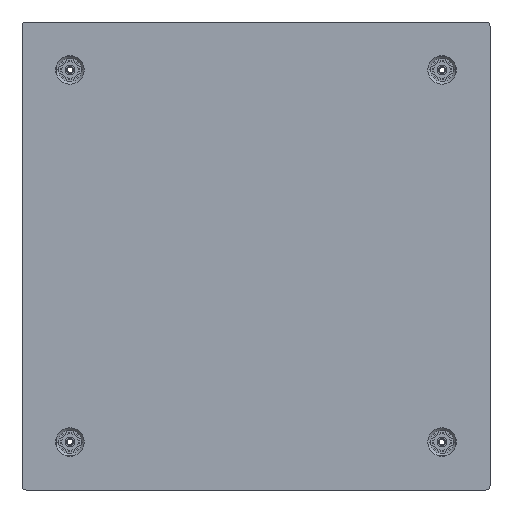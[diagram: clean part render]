
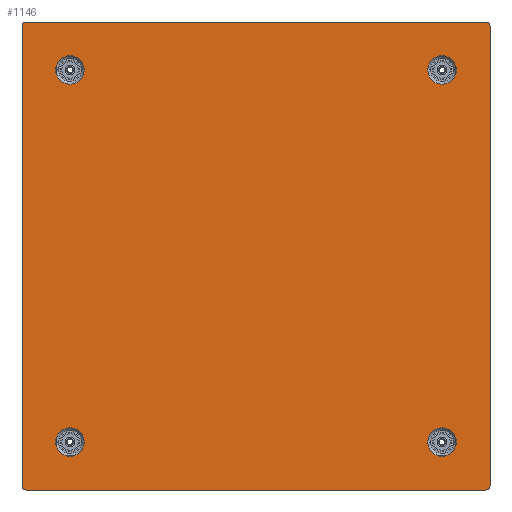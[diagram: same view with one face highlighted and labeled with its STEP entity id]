
A CAD part, front view. The second image highlights one B-rep face of the part: STEP entity #1146.
In plain terms, the highlighted face is planar.
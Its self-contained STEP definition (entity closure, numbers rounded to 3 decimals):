
#243=DIRECTION('',(0.,-1.,0.));
#244=VECTOR('',#243,546.);
#245=CARTESIAN_POINT('',(-278.,273.,0.));
#246=LINE('',#245,#244);
#247=CARTESIAN_POINT('',(-273.,-273.,0.));
#248=DIRECTION('',(0.,0.,1.));
#249=DIRECTION('',(-1.,0.,0.));
#250=AXIS2_PLACEMENT_3D('',#247,#248,#249);
#252=CARTESIAN_POINT('',(273.,-273.,0.));
#253=DIRECTION('',(0.,0.,1.));
#254=DIRECTION('',(0.,-1.,0.));
#255=AXIS2_PLACEMENT_3D('',#252,#253,#254);
#257=DIRECTION('',(0.,1.,0.));
#258=VECTOR('',#257,546.);
#259=CARTESIAN_POINT('',(278.,-273.,0.));
#260=LINE('',#259,#258);
#261=CARTESIAN_POINT('',(273.,273.,0.));
#262=DIRECTION('',(0.,0.,1.));
#263=DIRECTION('',(1.,0.,0.));
#264=AXIS2_PLACEMENT_3D('',#261,#262,#263);
#266=DIRECTION('',(-1.,0.,0.));
#267=VECTOR('',#266,546.);
#268=CARTESIAN_POINT('',(273.,278.,0.));
#269=LINE('',#268,#267);
#270=CARTESIAN_POINT('',(-273.,273.,0.));
#271=DIRECTION('',(0.,0.,1.));
#272=DIRECTION('',(0.,1.,0.));
#273=AXIS2_PLACEMENT_3D('',#270,#271,#272);
#275=CARTESIAN_POINT('',(-221.,-221.,0.));
#276=DIRECTION('',(0.,0.,-1.));
#277=DIRECTION('',(-1.,0.,0.));
#278=AXIS2_PLACEMENT_3D('',#275,#276,#277);
#280=CARTESIAN_POINT('',(-221.,-221.,0.));
#281=DIRECTION('',(0.,0.,-1.));
#282=DIRECTION('',(1.,0.,0.));
#283=AXIS2_PLACEMENT_3D('',#280,#281,#282);
#285=CARTESIAN_POINT('',(-221.,221.,0.));
#286=DIRECTION('',(0.,0.,-1.));
#287=DIRECTION('',(1.,0.,0.));
#288=AXIS2_PLACEMENT_3D('',#285,#286,#287);
#290=CARTESIAN_POINT('',(-221.,221.,0.));
#291=DIRECTION('',(0.,0.,-1.));
#292=DIRECTION('',(-1.,0.,0.));
#293=AXIS2_PLACEMENT_3D('',#290,#291,#292);
#295=CARTESIAN_POINT('',(221.,221.,0.));
#296=DIRECTION('',(0.,0.,-1.));
#297=DIRECTION('',(1.,0.,0.));
#298=AXIS2_PLACEMENT_3D('',#295,#296,#297);
#300=CARTESIAN_POINT('',(221.,221.,0.));
#301=DIRECTION('',(0.,0.,-1.));
#302=DIRECTION('',(-1.,0.,0.));
#303=AXIS2_PLACEMENT_3D('',#300,#301,#302);
#305=CARTESIAN_POINT('',(221.,-221.,0.));
#306=DIRECTION('',(0.,0.,-1.));
#307=DIRECTION('',(-1.,0.,0.));
#308=AXIS2_PLACEMENT_3D('',#305,#306,#307);
#310=CARTESIAN_POINT('',(221.,-221.,0.));
#311=DIRECTION('',(0.,0.,-1.));
#312=DIRECTION('',(1.,0.,0.));
#313=AXIS2_PLACEMENT_3D('',#310,#311,#312);
#399=DIRECTION('',(-1.,0.,0.));
#400=VECTOR('',#399,546.);
#401=CARTESIAN_POINT('',(273.,-278.,0.));
#402=LINE('',#401,#400);
#907=CARTESIAN_POINT('',(-278.,273.,0.));
#908=CARTESIAN_POINT('',(-278.,-273.,0.));
#909=VERTEX_POINT('',#907);
#910=VERTEX_POINT('',#908);
#911=CARTESIAN_POINT('',(-273.,-278.,0.));
#912=VERTEX_POINT('',#911);
#913=CARTESIAN_POINT('',(273.,-278.,0.));
#914=VERTEX_POINT('',#913);
#915=CARTESIAN_POINT('',(278.,-273.,0.));
#916=VERTEX_POINT('',#915);
#917=CARTESIAN_POINT('',(278.,273.,0.));
#918=VERTEX_POINT('',#917);
#919=CARTESIAN_POINT('',(273.,278.,0.));
#920=VERTEX_POINT('',#919);
#921=CARTESIAN_POINT('',(-273.,278.,0.));
#922=VERTEX_POINT('',#921);
#923=CARTESIAN_POINT('',(-237.875,-221.,0.));
#924=CARTESIAN_POINT('',(-204.125,-221.,0.));
#925=VERTEX_POINT('',#923);
#926=VERTEX_POINT('',#924);
#927=CARTESIAN_POINT('',(-204.125,221.,0.));
#928=CARTESIAN_POINT('',(-237.875,221.,0.));
#929=VERTEX_POINT('',#927);
#930=VERTEX_POINT('',#928);
#931=CARTESIAN_POINT('',(237.875,221.,0.));
#932=CARTESIAN_POINT('',(204.125,221.,0.));
#933=VERTEX_POINT('',#931);
#934=VERTEX_POINT('',#932);
#935=CARTESIAN_POINT('',(204.125,-221.,0.));
#936=CARTESIAN_POINT('',(237.875,-221.,0.));
#937=VERTEX_POINT('',#935);
#938=VERTEX_POINT('',#936);
#1099=CARTESIAN_POINT('',(0.,0.,0.));
#1100=DIRECTION('',(0.,0.,1.));
#1101=DIRECTION('',(1.,0.,0.));
#1102=AXIS2_PLACEMENT_3D('',#1099,#1100,#1101);
#1103=PLANE('',#1102);
#1105=ORIENTED_EDGE('',*,*,#1104,.T.);
#1107=ORIENTED_EDGE('',*,*,#1106,.T.);
#1109=ORIENTED_EDGE('',*,*,#1108,.F.);
#1111=ORIENTED_EDGE('',*,*,#1110,.T.);
#1113=ORIENTED_EDGE('',*,*,#1112,.T.);
#1115=ORIENTED_EDGE('',*,*,#1114,.T.);
#1117=ORIENTED_EDGE('',*,*,#1116,.T.);
#1119=ORIENTED_EDGE('',*,*,#1118,.T.);
#1120=EDGE_LOOP('',(#1105,#1107,#1109,#1111,#1113,#1115,#1117,#1119));
#1121=FACE_OUTER_BOUND('',#1120,.F.);
#1123=ORIENTED_EDGE('',*,*,#1122,.T.);
#1125=ORIENTED_EDGE('',*,*,#1124,.T.);
#1126=EDGE_LOOP('',(#1123,#1125));
#1127=FACE_BOUND('',#1126,.F.);
#1129=ORIENTED_EDGE('',*,*,#1128,.T.);
#1131=ORIENTED_EDGE('',*,*,#1130,.T.);
#1132=EDGE_LOOP('',(#1129,#1131));
#1133=FACE_BOUND('',#1132,.F.);
#1135=ORIENTED_EDGE('',*,*,#1134,.T.);
#1137=ORIENTED_EDGE('',*,*,#1136,.T.);
#1138=EDGE_LOOP('',(#1135,#1137));
#1139=FACE_BOUND('',#1138,.F.);
#1141=ORIENTED_EDGE('',*,*,#1140,.T.);
#1143=ORIENTED_EDGE('',*,*,#1142,.T.);
#1144=EDGE_LOOP('',(#1141,#1143));
#1145=FACE_BOUND('',#1144,.F.);
#251=CIRCLE('',#250,5.);
#256=CIRCLE('',#255,5.);
#265=CIRCLE('',#264,5.);
#274=CIRCLE('',#273,5.);
#279=CIRCLE('',#278,16.875);
#284=CIRCLE('',#283,16.875);
#289=CIRCLE('',#288,16.875);
#294=CIRCLE('',#293,16.875);
#299=CIRCLE('',#298,16.875);
#304=CIRCLE('',#303,16.875);
#309=CIRCLE('',#308,16.875);
#314=CIRCLE('',#313,16.875);
#1104=EDGE_CURVE('',#909,#910,#246,.T.);
#1106=EDGE_CURVE('',#910,#912,#251,.T.);
#1108=EDGE_CURVE('',#914,#912,#402,.T.);
#1110=EDGE_CURVE('',#914,#916,#256,.T.);
#1112=EDGE_CURVE('',#916,#918,#260,.T.);
#1114=EDGE_CURVE('',#918,#920,#265,.T.);
#1116=EDGE_CURVE('',#920,#922,#269,.T.);
#1118=EDGE_CURVE('',#922,#909,#274,.T.);
#1122=EDGE_CURVE('',#925,#926,#279,.T.);
#1124=EDGE_CURVE('',#926,#925,#284,.T.);
#1128=EDGE_CURVE('',#929,#930,#289,.T.);
#1130=EDGE_CURVE('',#930,#929,#294,.T.);
#1134=EDGE_CURVE('',#933,#934,#299,.T.);
#1136=EDGE_CURVE('',#934,#933,#304,.T.);
#1140=EDGE_CURVE('',#937,#938,#309,.T.);
#1142=EDGE_CURVE('',#938,#937,#314,.T.);
#1146=ADVANCED_FACE('',(#1121,#1127,#1133,#1139,#1145),#1103,.F.);
